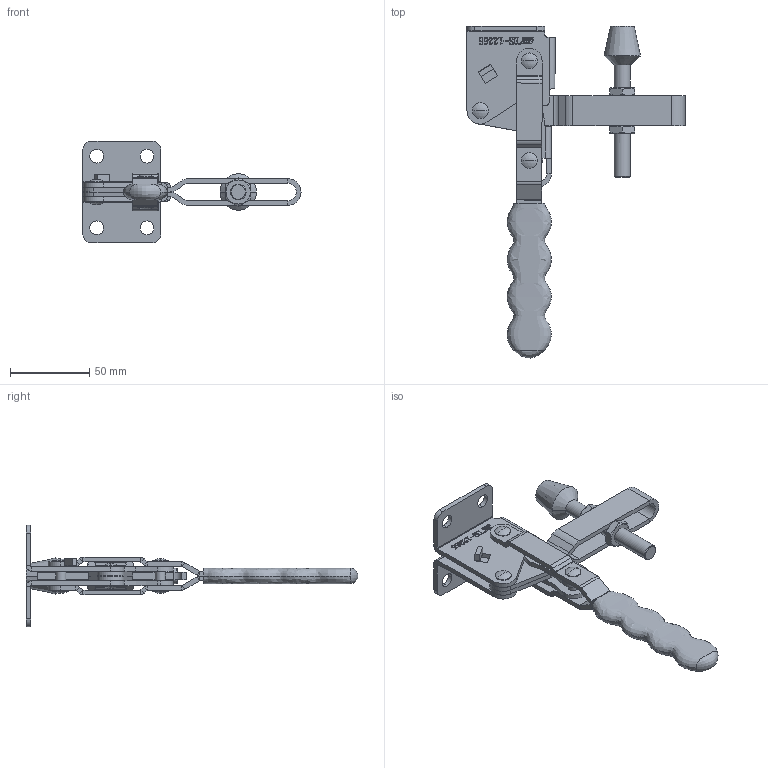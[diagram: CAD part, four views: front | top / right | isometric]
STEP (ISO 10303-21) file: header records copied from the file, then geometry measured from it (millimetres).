
FILE_DESCRIPTION (( 'STEP AP203' ), '1' );
FILE_NAME ('HS-12265装配体.STEP', '2018-12-07T01:23:51', ( 'PCOS' ), ( '微软中国' ), 'SwSTEP 2.0', 'SolidWorks 2012', '' );
FILE_SCHEMA (( 'CONFIG_CONTROL_DESIGN' ));
Length unit declared in the file: millimetre
Products named in the file (13): hex thin nuts-grades ab-chamfered gb_GB_FASTENER_NUT_STNAB M10-N; 揤輸; 揤參; 眻忒梟蚾饜极; 忒參; 眻忒梟; 楊擘菁釱; HS-12265蚾饜极; 酗种; 傻种; 蟀裝; 揤參蚾饜极; hexagon head bolts-full thread gb_GB_FASTENER_BOLT_STBAB A M10X80-C
Assembly tree (16 placements, depth 3):
  HS-12265蚾饜极
    楊擘菁釱
    眻忒梟蚾饜极
      眻忒梟  x2
      忒參
    揤參蚾饜极
      揤參
      揤輸
      hex thin nuts-grades ab-chamfered gb_GB_FASTENER_NUT_STNAB M10-N  x2
      hexagon head bolts-full thread gb_GB_FASTENER_BOLT_STBAB A M10X80-C
    蟀裝
    傻种  x2
    酗种  x2
Bounding box: 138.01 x 209.98 x 64.3 mm (x, y, z)
Volume: 92920 mm3; surface area: 69364.1 mm2
Topology: 14 solids, 14 shells, 790 faces, 1996 edges, 1270 vertices
Faces by surface type: plane 398, cylinder 196, bspline 150, cone 30, sphere 16
Entity records: 32088 total; most frequent: CARTESIAN_POINT 14463, ORIENTED_EDGE 3562, DIRECTION 2953, EDGE_CURVE 1781, VERTEX_POINT 1144, VECTOR 1073, LINE 1073, AXIS2_PLACEMENT_3D 940
